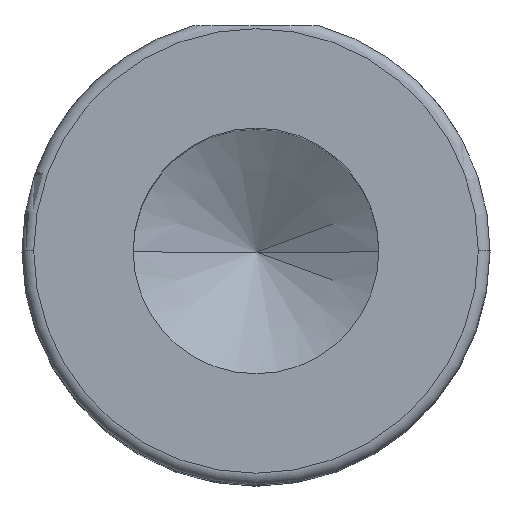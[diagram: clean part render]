
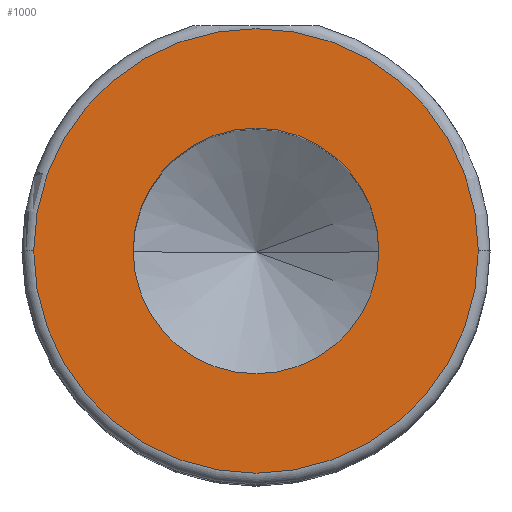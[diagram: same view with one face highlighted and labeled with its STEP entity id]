
A CAD part, top view. The second image highlights one B-rep face of the part: STEP entity #1000.
In plain terms, the highlighted planar face has unit normal (0, 0, 1).
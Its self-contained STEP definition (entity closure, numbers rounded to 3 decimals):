
#15 = VERTEX_POINT ( 'NONE', #1241 ) ;
#34 = VERTEX_POINT ( 'NONE', #468 ) ;
#35 = FACE_OUTER_BOUND ( 'NONE', #1124, .T. ) ;
#38 = EDGE_CURVE ( 'NONE', #34, #15, #1276, .T. ) ;
#47 = CARTESIAN_POINT ( 'NONE',  ( 0., 0., 7.5 ) ) ;
#147 = DIRECTION ( 'NONE',  ( 1., 0., 0. ) ) ;
#169 = CARTESIAN_POINT ( 'NONE',  ( 3.8, 0., 7.5 ) ) ;
#175 = EDGE_CURVE ( 'NONE', #909, #480, #697, .T. ) ;
#296 = FACE_BOUND ( 'NONE', #857, .T. ) ;
#348 = CARTESIAN_POINT ( 'NONE',  ( 0., 0., 7.5 ) ) ;
#387 = PLANE ( 'NONE',  #455 ) ;
#444 = DIRECTION ( 'NONE',  ( 0., 0., 1. ) ) ;
#454 = DIRECTION ( 'NONE',  ( 1., 0., 0. ) ) ;
#455 = AXIS2_PLACEMENT_3D ( 'NONE', #988, #1089, #495 ) ;
#468 = CARTESIAN_POINT ( 'NONE',  ( -2.1, 0., 7.5 ) ) ;
#480 = VERTEX_POINT ( 'NONE', #876 ) ;
#495 = DIRECTION ( 'NONE',  ( 1., 0., 0. ) ) ;
#520 = CARTESIAN_POINT ( 'NONE',  ( 0., 0., 7.5 ) ) ;
#630 = DIRECTION ( 'NONE',  ( 1., 0., 0. ) ) ;
#697 = CIRCLE ( 'NONE', #852, 3.8 ) ;
#761 = DIRECTION ( 'NONE',  ( 0., 0., 1. ) ) ;
#776 = EDGE_CURVE ( 'NONE', #15, #34, #1189, .T. ) ;
#791 = EDGE_CURVE ( 'NONE', #480, #909, #937, .T. ) ;
#852 = AXIS2_PLACEMENT_3D ( 'NONE', #1043, #444, #1145 ) ;
#857 = EDGE_LOOP ( 'NONE', ( #950, #1121 ) ) ;
#876 = CARTESIAN_POINT ( 'NONE',  ( -3.8, 0., 7.5 ) ) ;
#909 = VERTEX_POINT ( 'NONE', #169 ) ;
#937 = CIRCLE ( 'NONE', #984, 3.8 ) ;
#950 = ORIENTED_EDGE ( 'NONE', *, *, #776, .F. ) ;
#970 = AXIS2_PLACEMENT_3D ( 'NONE', #47, #761, #147 ) ;
#975 = AXIS2_PLACEMENT_3D ( 'NONE', #520, #1213, #630 ) ;
#984 = AXIS2_PLACEMENT_3D ( 'NONE', #348, #1050, #454 ) ;
#988 = CARTESIAN_POINT ( 'NONE',  ( 0., 0., 7.5 ) ) ;
#1000 = ADVANCED_FACE ( 'NONE', ( #296, #35 ), #387, .T. ) ;
#1043 = CARTESIAN_POINT ( 'NONE',  ( 0., 0., 7.5 ) ) ;
#1050 = DIRECTION ( 'NONE',  ( 0., 0., 1. ) ) ;
#1062 = ORIENTED_EDGE ( 'NONE', *, *, #791, .T. ) ;
#1089 = DIRECTION ( 'NONE',  ( 0., 0., 1. ) ) ;
#1121 = ORIENTED_EDGE ( 'NONE', *, *, #38, .F. ) ;
#1124 = EDGE_LOOP ( 'NONE', ( #1287, #1062 ) ) ;
#1145 = DIRECTION ( 'NONE',  ( 1., 0., 0. ) ) ;
#1189 = CIRCLE ( 'NONE', #970, 2.1 ) ;
#1213 = DIRECTION ( 'NONE',  ( 0., 0., 1. ) ) ;
#1241 = CARTESIAN_POINT ( 'NONE',  ( 2.1, 0., 7.5 ) ) ;
#1276 = CIRCLE ( 'NONE', #975, 2.1 ) ;
#1287 = ORIENTED_EDGE ( 'NONE', *, *, #175, .T. ) ;
